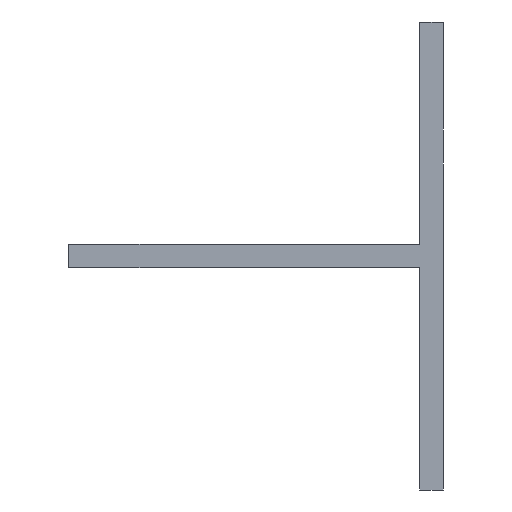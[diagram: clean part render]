
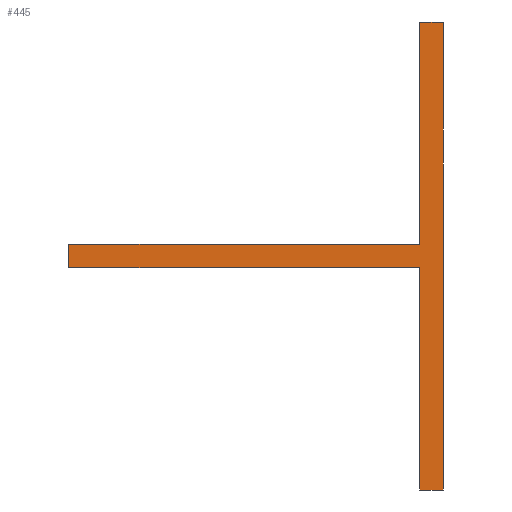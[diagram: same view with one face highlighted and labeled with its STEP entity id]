
A CAD part, left-side view. The second image highlights one B-rep face of the part: STEP entity #445.
In plain terms, the highlighted planar face has unit normal (-1, 0, 0).
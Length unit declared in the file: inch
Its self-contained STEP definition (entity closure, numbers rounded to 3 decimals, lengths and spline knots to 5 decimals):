
#11 = LINE ( 'NONE', #235, #526 ) ;
#16 = ORIENTED_EDGE ( 'NONE', *, *, #146, .F. ) ;
#22 = CARTESIAN_POINT ( 'NONE',  ( 0., 0.0625, 0. ) ) ;
#33 = EDGE_CURVE ( 'NONE', #406, #49, #40, .T. ) ;
#39 = ORIENTED_EDGE ( 'NONE', *, *, #33, .F. ) ;
#40 = LINE ( 'NONE', #403, #261 ) ;
#49 = VERTEX_POINT ( 'NONE', #356 ) ;
#59 = CARTESIAN_POINT ( 'NONE',  ( 0., 0., 0. ) ) ;
#65 = CARTESIAN_POINT ( 'NONE',  ( 0., 0.0625, -0.65625 ) ) ;
#69 = CARTESIAN_POINT ( 'NONE',  ( 0., 0., 0. ) ) ;
#78 = LINE ( 'NONE', #212, #473 ) ;
#85 = CARTESIAN_POINT ( 'NONE',  ( 0., 0.0625, -0.65625 ) ) ;
#86 = VECTOR ( 'NONE', #259, 39.37008 ) ;
#93 = FACE_OUTER_BOUND ( 'NONE', #299, .T. ) ;
#112 = VECTOR ( 'NONE', #411, 39.37008 ) ;
#119 = ORIENTED_EDGE ( 'NONE', *, *, #391, .F. ) ;
#124 = VECTOR ( 'NONE', #609, 39.37008 ) ;
#138 = CARTESIAN_POINT ( 'NONE',  ( 0., 0., -1.25 ) ) ;
#146 = EDGE_CURVE ( 'NONE', #228, #406, #600, .T. ) ;
#160 = VECTOR ( 'NONE', #230, 39.37008 ) ;
#165 = ORIENTED_EDGE ( 'NONE', *, *, #458, .F. ) ;
#178 = EDGE_CURVE ( 'NONE', #399, #462, #357, .T. ) ;
#186 = ORIENTED_EDGE ( 'NONE', *, *, #541, .F. ) ;
#212 = CARTESIAN_POINT ( 'NONE',  ( 0., 0.0625, -1.25 ) ) ;
#228 = VERTEX_POINT ( 'NONE', #69 ) ;
#230 = DIRECTION ( 'NONE',  ( 0., -1., 0. ) ) ;
#235 = CARTESIAN_POINT ( 'NONE',  ( 0., 0.0625, -0.59375 ) ) ;
#240 = DIRECTION ( 'NONE',  ( 0., 0., 1. ) ) ;
#248 = ORIENTED_EDGE ( 'NONE', *, *, #262, .F. ) ;
#259 = DIRECTION ( 'NONE',  ( 0., 1., 0. ) ) ;
#261 = VECTOR ( 'NONE', #486, 39.37008 ) ;
#262 = EDGE_CURVE ( 'NONE', #49, #399, #78, .T. ) ;
#289 = CARTESIAN_POINT ( 'NONE',  ( 0., 0.0625, -0.59375 ) ) ;
#299 = EDGE_LOOP ( 'NONE', ( #248, #39, #16, #555, #119, #186, #165, #483 ) ) ;
#309 = LINE ( 'NONE', #328, #124 ) ;
#324 = VERTEX_POINT ( 'NONE', #623 ) ;
#328 = CARTESIAN_POINT ( 'NONE',  ( 0., 1., -0.59375 ) ) ;
#346 = VERTEX_POINT ( 'NONE', #289 ) ;
#356 = CARTESIAN_POINT ( 'NONE',  ( 0., 0.0625, -1.25 ) ) ;
#357 = LINE ( 'NONE', #65, #86 ) ;
#375 = CARTESIAN_POINT ( 'NONE',  ( 0., 1., -0.65625 ) ) ;
#391 = EDGE_CURVE ( 'NONE', #346, #514, #11, .T. ) ;
#399 = VERTEX_POINT ( 'NONE', #85 ) ;
#403 = CARTESIAN_POINT ( 'NONE',  ( 0., 0., -1.25 ) ) ;
#406 = VERTEX_POINT ( 'NONE', #138 ) ;
#411 = DIRECTION ( 'NONE',  ( 0., 0., -1. ) ) ;
#424 = DIRECTION ( 'NONE',  ( 0., 0., 1. ) ) ;
#430 = DIRECTION ( 'NONE',  ( 0., 0., 1. ) ) ;
#445 = ADVANCED_FACE ( 'NONE', ( #93 ), #615, .T. ) ;
#458 = EDGE_CURVE ( 'NONE', #462, #324, #496, .T. ) ;
#462 = VERTEX_POINT ( 'NONE', #510 ) ;
#465 = EDGE_CURVE ( 'NONE', #514, #228, #590, .T. ) ;
#473 = VECTOR ( 'NONE', #508, 39.37008 ) ;
#483 = ORIENTED_EDGE ( 'NONE', *, *, #178, .F. ) ;
#486 = DIRECTION ( 'NONE',  ( 0., 1., 0. ) ) ;
#488 = AXIS2_PLACEMENT_3D ( 'NONE', #613, #617, #430 ) ;
#496 = LINE ( 'NONE', #375, #591 ) ;
#508 = DIRECTION ( 'NONE',  ( 0., 0., 1. ) ) ;
#510 = CARTESIAN_POINT ( 'NONE',  ( 0., 1., -0.65625 ) ) ;
#514 = VERTEX_POINT ( 'NONE', #22 ) ;
#526 = VECTOR ( 'NONE', #240, 39.37008 ) ;
#541 = EDGE_CURVE ( 'NONE', #324, #346, #309, .T. ) ;
#555 = ORIENTED_EDGE ( 'NONE', *, *, #465, .F. ) ;
#566 = CARTESIAN_POINT ( 'NONE',  ( 0., 0.0625, 0. ) ) ;
#590 = LINE ( 'NONE', #566, #160 ) ;
#591 = VECTOR ( 'NONE', #424, 39.37008 ) ;
#600 = LINE ( 'NONE', #59, #112 ) ;
#609 = DIRECTION ( 'NONE',  ( 0., -1., 0. ) ) ;
#613 = CARTESIAN_POINT ( 'NONE',  ( 0., 0., 0. ) ) ;
#615 = PLANE ( 'NONE',  #488 ) ;
#617 = DIRECTION ( 'NONE',  ( -1., 0., 0. ) ) ;
#623 = CARTESIAN_POINT ( 'NONE',  ( 0., 1., -0.59375 ) ) ;
